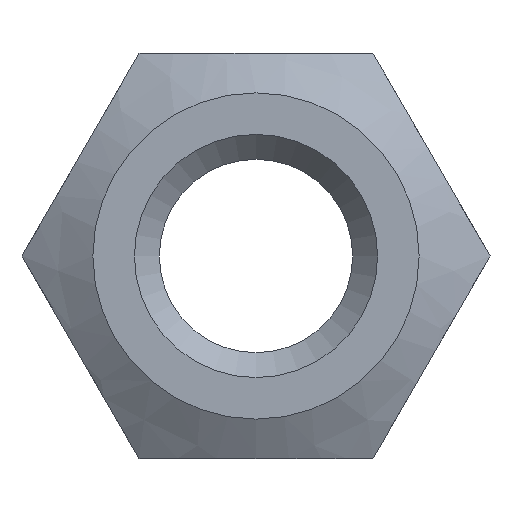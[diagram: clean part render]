
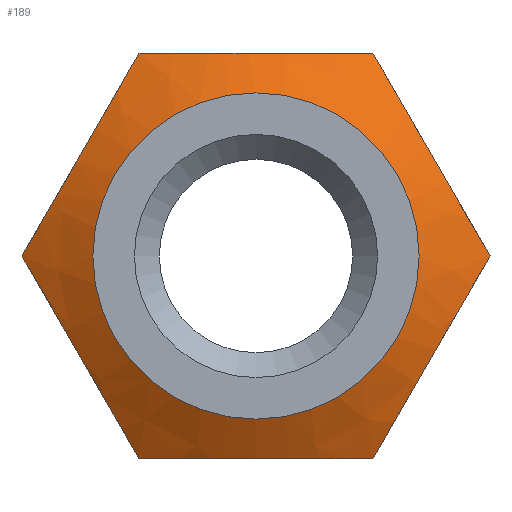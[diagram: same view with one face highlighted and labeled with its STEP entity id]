
A CAD part, left-side view. The second image highlights one B-rep face of the part: STEP entity #189.
In plain terms, the highlighted conical face has half-angle 60 degrees and reference radius 4.025 mm.
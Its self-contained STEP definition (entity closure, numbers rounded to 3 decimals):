
#53=CIRCLE('',#215,4.025);
#58=ORIENTED_EDGE('',*,*,#104,.F.);
#59=ORIENTED_EDGE('',*,*,#105,.F.);
#60=ORIENTED_EDGE('',*,*,#106,.F.);
#61=ORIENTED_EDGE('',*,*,#107,.F.);
#62=ORIENTED_EDGE('',*,*,#108,.F.);
#63=ORIENTED_EDGE('',*,*,#109,.F.);
#64=ORIENTED_EDGE('',*,*,#110,.T.);
#104=EDGE_CURVE('',#127,#128,#144,.T.);
#105=EDGE_CURVE('',#129,#127,#145,.T.);
#106=EDGE_CURVE('',#130,#129,#146,.T.);
#107=EDGE_CURVE('',#131,#130,#147,.T.);
#108=EDGE_CURVE('',#132,#131,#148,.T.);
#109=EDGE_CURVE('',#128,#132,#149,.T.);
#110=EDGE_CURVE('',#133,#133,#53,.T.);
#127=VERTEX_POINT('',#286);
#128=VERTEX_POINT('',#287);
#129=VERTEX_POINT('',#293);
#130=VERTEX_POINT('',#299);
#131=VERTEX_POINT('',#305);
#132=VERTEX_POINT('',#311);
#133=VERTEX_POINT('',#318);
#144=B_SPLINE_CURVE_WITH_KNOTS('',3,(#281,#282,#283,#284,#285),
 .UNSPECIFIED.,.F.,.F.,(4,1,4),(0.,0.003,
0.006),.UNSPECIFIED.);
#145=B_SPLINE_CURVE_WITH_KNOTS('',3,(#288,#289,#290,#291,#292),
 .UNSPECIFIED.,.F.,.F.,(4,1,4),(0.,0.003,
0.006),.UNSPECIFIED.);
#146=B_SPLINE_CURVE_WITH_KNOTS('',3,(#294,#295,#296,#297,#298),
 .UNSPECIFIED.,.F.,.F.,(4,1,4),(0.006,0.009,
0.012),.UNSPECIFIED.);
#147=B_SPLINE_CURVE_WITH_KNOTS('',3,(#300,#301,#302,#303,#304),
 .UNSPECIFIED.,.F.,.F.,(4,1,4),(0.,0.003,
0.006),.UNSPECIFIED.);
#148=B_SPLINE_CURVE_WITH_KNOTS('',3,(#306,#307,#308,#309,#310),
 .UNSPECIFIED.,.F.,.F.,(4,1,4),(0.,0.003,
0.006),.UNSPECIFIED.);
#149=B_SPLINE_CURVE_WITH_KNOTS('',3,(#312,#313,#314,#315,#316),
 .UNSPECIFIED.,.F.,.F.,(4,1,4),(0.006,0.009,
0.012),.UNSPECIFIED.);
#150=EDGE_LOOP('',(#58,#59,#60,#61,#62,#63));
#151=EDGE_LOOP('',(#64));
#168=FACE_BOUND('',#150,.T.);
#169=FACE_BOUND('',#151,.T.);
#186=CONICAL_SURFACE('',#214,4.025,1.047);
#189=ADVANCED_FACE('',(#168,#169),#186,.T.);
#214=AXIS2_PLACEMENT_3D('',#280,#233,#234);
#215=AXIS2_PLACEMENT_3D('',#317,#235,#236);
#233=DIRECTION('',(1.,0.,0.));
#234=DIRECTION('',(0.,0.,-1.));
#235=DIRECTION('',(1.,0.,0.));
#236=DIRECTION('',(0.,0.,-1.));
#280=CARTESIAN_POINT('',(-5.,0.,0.));
#281=CARTESIAN_POINT('',(-3.991,5.774,0.));
#282=CARTESIAN_POINT('',(-4.263,5.302,0.816));
#283=CARTESIAN_POINT('',(-4.611,4.335,2.491));
#284=CARTESIAN_POINT('',(-4.263,3.359,4.183));
#285=CARTESIAN_POINT('',(-3.991,2.887,5.));
#286=CARTESIAN_POINT('',(-3.991,5.774,0.));
#287=CARTESIAN_POINT('',(-3.991,2.887,5.));
#288=CARTESIAN_POINT('',(-3.991,2.887,-5.));
#289=CARTESIAN_POINT('',(-4.263,3.358,-4.184));
#290=CARTESIAN_POINT('',(-4.611,4.325,-2.509));
#291=CARTESIAN_POINT('',(-4.263,5.302,-0.817));
#292=CARTESIAN_POINT('',(-3.991,5.774,0.));
#293=CARTESIAN_POINT('',(-3.991,2.887,-5.));
#294=CARTESIAN_POINT('',(-3.991,-2.887,-5.));
#295=CARTESIAN_POINT('',(-4.262,-1.947,-5.));
#296=CARTESIAN_POINT('',(-4.612,0.001,-5.));
#297=CARTESIAN_POINT('',(-4.262,1.947,-5.));
#298=CARTESIAN_POINT('',(-3.991,2.887,-5.));
#299=CARTESIAN_POINT('',(-3.991,-2.887,-5.));
#300=CARTESIAN_POINT('',(-3.991,-5.774,0.));
#301=CARTESIAN_POINT('',(-4.263,-5.302,-0.816));
#302=CARTESIAN_POINT('',(-4.611,-4.335,-2.491));
#303=CARTESIAN_POINT('',(-4.263,-3.359,-4.183));
#304=CARTESIAN_POINT('',(-3.991,-2.887,-5.));
#305=CARTESIAN_POINT('',(-3.991,-5.774,0.));
#306=CARTESIAN_POINT('',(-3.991,-2.887,5.));
#307=CARTESIAN_POINT('',(-4.263,-3.358,4.184));
#308=CARTESIAN_POINT('',(-4.611,-4.325,2.509));
#309=CARTESIAN_POINT('',(-4.263,-5.302,0.817));
#310=CARTESIAN_POINT('',(-3.991,-5.774,0.));
#311=CARTESIAN_POINT('',(-3.991,-2.887,5.));
#312=CARTESIAN_POINT('',(-3.991,2.887,5.));
#313=CARTESIAN_POINT('',(-4.262,1.947,5.));
#314=CARTESIAN_POINT('',(-4.612,-0.001,5.));
#315=CARTESIAN_POINT('',(-4.262,-1.947,5.));
#316=CARTESIAN_POINT('',(-3.991,-2.887,5.));
#317=CARTESIAN_POINT('',(-5.,0.,0.));
#318=CARTESIAN_POINT('',(-5.,0.,-4.025));
